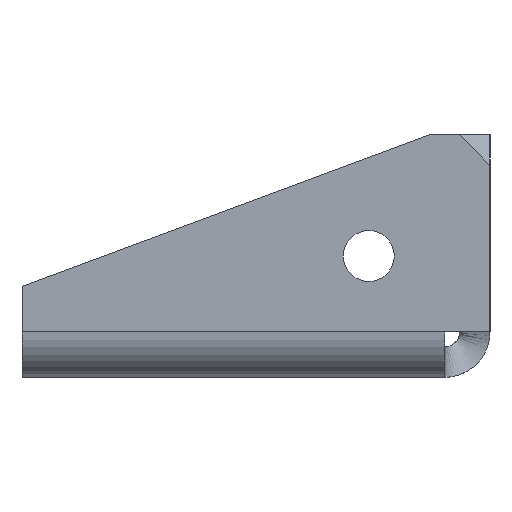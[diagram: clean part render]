
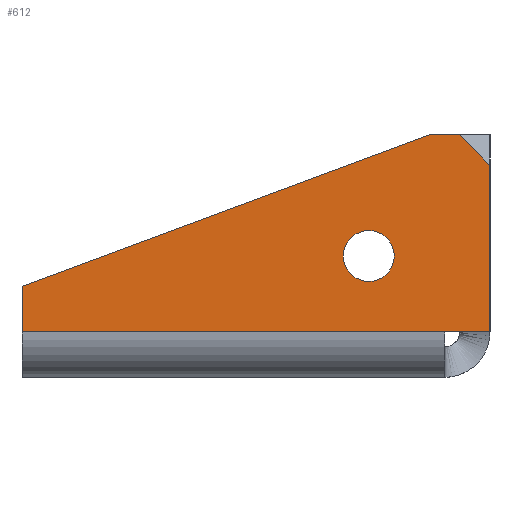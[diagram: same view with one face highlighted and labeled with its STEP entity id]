
A CAD part, left-side view. The second image highlights one B-rep face of the part: STEP entity #612.
In plain terms, the highlighted planar face has unit normal (-1, 0, 0).
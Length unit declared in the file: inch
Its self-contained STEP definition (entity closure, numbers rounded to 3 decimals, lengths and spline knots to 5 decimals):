
#29 = VERTEX_POINT ( 'NONE', #1603 ) ;
#31 = CARTESIAN_POINT ( 'NONE',  ( -0.1875, 0.5, -0.5 ) ) ;
#32 = VERTEX_POINT ( 'NONE', #497 ) ;
#54 = CARTESIAN_POINT ( 'NONE',  ( -0.1875, 0., 0. ) ) ;
#67 = FACE_OUTER_BOUND ( 'NONE', #145, .T. ) ;
#79 = ORIENTED_EDGE ( 'NONE', *, *, #2274, .F. ) ;
#145 = EDGE_LOOP ( 'NONE', ( #953, #639, #1518, #2382, #2221, #1137, #1273 ) ) ;
#152 = EDGE_CURVE ( 'NONE', #32, #317, #1697, .T. ) ;
#158 = AXIS2_PLACEMENT_3D ( 'NONE', #2141, #1405, #1032 ) ;
#205 = CARTESIAN_POINT ( 'NONE',  ( -0.1875, 0.5, -0.5 ) ) ;
#237 = VERTEX_POINT ( 'NONE', #2048 ) ;
#249 = LINE ( 'NONE', #594, #393 ) ;
#263 = AXIS2_PLACEMENT_3D ( 'NONE', #31, #1336, #2038 ) ;
#298 = CARTESIAN_POINT ( 'NONE',  ( -0.1875, 1.93, -0.625 ) ) ;
#317 = VERTEX_POINT ( 'NONE', #1554 ) ;
#321 = VECTOR ( 'NONE', #1891, 39.37008 ) ;
#333 = EDGE_CURVE ( 'NONE', #2160, #996, #2340, .T. ) ;
#343 = ORIENTED_EDGE ( 'NONE', *, *, #2348, .F. ) ;
#362 = VECTOR ( 'NONE', #635, 39.37008 ) ;
#393 = VECTOR ( 'NONE', #2053, 39.37008 ) ;
#455 = EDGE_CURVE ( 'NONE', #237, #29, #1465, .T. ) ;
#497 = CARTESIAN_POINT ( 'NONE',  ( -0.1875, 1.93, -0.625 ) ) ;
#594 = CARTESIAN_POINT ( 'NONE',  ( -0.1875, 1.93, -0.8125 ) ) ;
#612 = ADVANCED_FACE ( 'NONE', ( #2401, #67 ), #1959, .F. ) ;
#629 = CARTESIAN_POINT ( 'NONE',  ( -0.1875, 0., -0.875 ) ) ;
#635 = DIRECTION ( 'NONE',  ( 0., 0., -1. ) ) ;
#639 = ORIENTED_EDGE ( 'NONE', *, *, #1557, .T. ) ;
#673 = VECTOR ( 'NONE', #1923, 39.37008 ) ;
#815 = VERTEX_POINT ( 'NONE', #1291 ) ;
#825 = VECTOR ( 'NONE', #2001, 39.37008 ) ;
#896 = LINE ( 'NONE', #54, #321 ) ;
#919 = LINE ( 'NONE', #1404, #2011 ) ;
#953 = ORIENTED_EDGE ( 'NONE', *, *, #455, .F. ) ;
#954 = CIRCLE ( 'NONE', #263, 0.105 ) ;
#996 = VERTEX_POINT ( 'NONE', #1821 ) ;
#1032 = DIRECTION ( 'NONE',  ( 0., 0., 1. ) ) ;
#1125 = EDGE_CURVE ( 'NONE', #29, #996, #249, .T. ) ;
#1137 = ORIENTED_EDGE ( 'NONE', *, *, #333, .T. ) ;
#1212 = AXIS2_PLACEMENT_3D ( 'NONE', #205, #1696, #2257 ) ;
#1273 = ORIENTED_EDGE ( 'NONE', *, *, #1125, .F. ) ;
#1291 = CARTESIAN_POINT ( 'NONE',  ( -0.1875, 0.5, -0.605 ) ) ;
#1311 = CARTESIAN_POINT ( 'NONE',  ( -0.1875, 0.125, 0. ) ) ;
#1336 = DIRECTION ( 'NONE',  ( -1., 0., 0. ) ) ;
#1404 = CARTESIAN_POINT ( 'NONE',  ( -0.1875, 1.93, -0.625 ) ) ;
#1405 = DIRECTION ( 'NONE',  ( 1., 0., 0. ) ) ;
#1420 = EDGE_CURVE ( 'NONE', #2160, #32, #919, .T. ) ;
#1465 = LINE ( 'NONE', #629, #362 ) ;
#1502 = CARTESIAN_POINT ( 'NONE',  ( -0.1875, 0.5, -0.395 ) ) ;
#1518 = ORIENTED_EDGE ( 'NONE', *, *, #2015, .F. ) ;
#1554 = CARTESIAN_POINT ( 'NONE',  ( -0.1875, 0.25, 0. ) ) ;
#1557 = EDGE_CURVE ( 'NONE', #237, #1869, #1898, .T. ) ;
#1593 = CIRCLE ( 'NONE', #1212, 0.105 ) ;
#1603 = CARTESIAN_POINT ( 'NONE',  ( -0.1875, 0., -0.8125 ) ) ;
#1640 = VECTOR ( 'NONE', #1969, 39.37008 ) ;
#1696 = DIRECTION ( 'NONE',  ( -1., 0., 0. ) ) ;
#1697 = LINE ( 'NONE', #298, #1640 ) ;
#1821 = CARTESIAN_POINT ( 'NONE',  ( -0.1875, 0.1875, -0.8125 ) ) ;
#1869 = VERTEX_POINT ( 'NONE', #1311 ) ;
#1884 = VERTEX_POINT ( 'NONE', #1502 ) ;
#1891 = DIRECTION ( 'NONE',  ( 0., -1., 0. ) ) ;
#1898 = LINE ( 'NONE', #2351, #825 ) ;
#1923 = DIRECTION ( 'NONE',  ( 0., -1., 0. ) ) ;
#1958 = DIRECTION ( 'NONE',  ( 0., 0., 1. ) ) ;
#1959 = PLANE ( 'NONE',  #158 ) ;
#1969 = DIRECTION ( 'NONE',  ( 0., -0.937, 0.349 ) ) ;
#2001 = DIRECTION ( 'NONE',  ( 0., 0.707, 0.707 ) ) ;
#2011 = VECTOR ( 'NONE', #1958, 39.37008 ) ;
#2015 = EDGE_CURVE ( 'NONE', #317, #1869, #896, .T. ) ;
#2026 = EDGE_LOOP ( 'NONE', ( #343, #79 ) ) ;
#2038 = DIRECTION ( 'NONE',  ( 0., 0., 1. ) ) ;
#2048 = CARTESIAN_POINT ( 'NONE',  ( -0.1875, 0., -0.125 ) ) ;
#2053 = DIRECTION ( 'NONE',  ( 0., 1., 0. ) ) ;
#2141 = CARTESIAN_POINT ( 'NONE',  ( -0.1875, 0., 0. ) ) ;
#2146 = CARTESIAN_POINT ( 'NONE',  ( -0.1875, 0.1875, -0.8125 ) ) ;
#2160 = VERTEX_POINT ( 'NONE', #2287 ) ;
#2221 = ORIENTED_EDGE ( 'NONE', *, *, #1420, .F. ) ;
#2257 = DIRECTION ( 'NONE',  ( 0., 0., 1. ) ) ;
#2274 = EDGE_CURVE ( 'NONE', #815, #1884, #954, .T. ) ;
#2287 = CARTESIAN_POINT ( 'NONE',  ( -0.1875, 1.93, -0.8125 ) ) ;
#2340 = LINE ( 'NONE', #2146, #673 ) ;
#2348 = EDGE_CURVE ( 'NONE', #1884, #815, #1593, .T. ) ;
#2351 = CARTESIAN_POINT ( 'NONE',  ( -0.1875, 0.125, 0. ) ) ;
#2382 = ORIENTED_EDGE ( 'NONE', *, *, #152, .F. ) ;
#2401 = FACE_BOUND ( 'NONE', #2026, .T. ) ;
